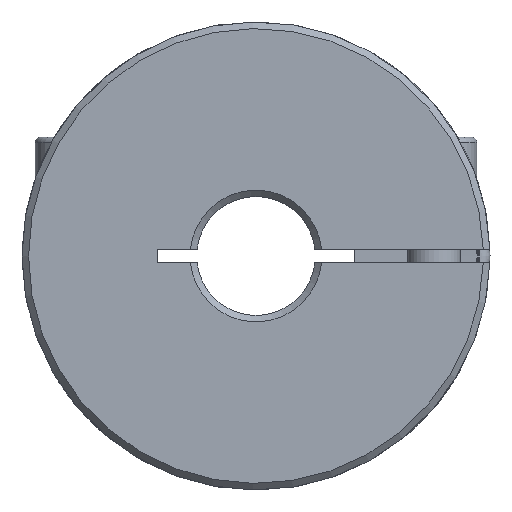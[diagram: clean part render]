
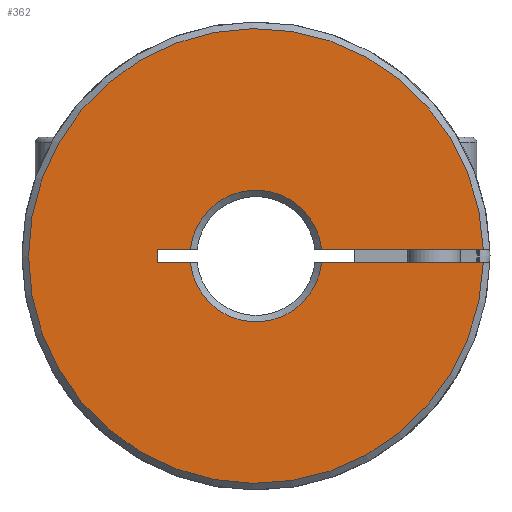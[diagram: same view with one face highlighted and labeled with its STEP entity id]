
A CAD part, left-side view. The second image highlights one B-rep face of the part: STEP entity #362.
In plain terms, the highlighted planar face has unit normal (-1, 0, 0).
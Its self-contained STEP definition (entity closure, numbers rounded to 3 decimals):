
#362 = ADVANCED_FACE( '', ( #778 ), #779, .T. );
#778 = FACE_OUTER_BOUND( '', #1191, .T. );
#779 = PLANE( '', #1192 );
#1191 = EDGE_LOOP( '', ( #2083, #2084, #2085, #2086, #2087, #2088, #2089, #2090 ) );
#1192 = AXIS2_PLACEMENT_3D( '', #2091, #2092, #2093 );
#2083 = ORIENTED_EDGE( '', *, *, #2389, .F. );
#2084 = ORIENTED_EDGE( '', *, *, #2279, .T. );
#2085 = ORIENTED_EDGE( '', *, *, #2248, .F. );
#2086 = ORIENTED_EDGE( '', *, *, #2174, .T. );
#2087 = ORIENTED_EDGE( '', *, *, #2460, .F. );
#2088 = ORIENTED_EDGE( '', *, *, #2385, .T. );
#2089 = ORIENTED_EDGE( '', *, *, #2217, .F. );
#2090 = ORIENTED_EDGE( '', *, *, #2447, .F. );
#2091 = CARTESIAN_POINT( '', ( -19.15, 0., 5.5 ) );
#2092 = DIRECTION( '', ( -1., 0., 0. ) );
#2093 = DIRECTION( '', ( 0., 1., 0. ) );
#2174 = EDGE_CURVE( '', #2551, #2555, #2557, .T. );
#2217 = EDGE_CURVE( '', #2626, #2628, #2629, .T. );
#2248 = EDGE_CURVE( '', #2551, #2679, #2680, .T. );
#2279 = EDGE_CURVE( '', #2726, #2679, #2728, .T. );
#2385 = EDGE_CURVE( '', #2870, #2628, #2873, .T. );
#2389 = EDGE_CURVE( '', #2726, #2878, #2879, .T. );
#2447 = EDGE_CURVE( '', #2878, #2626, #2951, .T. );
#2460 = EDGE_CURVE( '', #2870, #2555, #2964, .T. );
#2551 = VERTEX_POINT( '', #3078 );
#2555 = VERTEX_POINT( '', #3083 );
#2557 = CIRCLE( '', #3086, 34.5 );
#2626 = VERTEX_POINT( '', #3434 );
#2628 = VERTEX_POINT( '', #3437 );
#2629 = LINE( '', #3438, #3439 );
#2679 = VERTEX_POINT( '', #3513 );
#2680 = LINE( '', #3514, #3515 );
#2726 = VERTEX_POINT( '', #3664 );
#2728 = CIRCLE( '', #3666, 10. );
#2870 = VERTEX_POINT( '', #3969 );
#2873 = CIRCLE( '', #3972, 10. );
#2878 = VERTEX_POINT( '', #3977 );
#2879 = LINE( '', #3978, #3979 );
#2951 = LINE( '', #4210, #4211 );
#2964 = LINE( '', #4229, #4230 );
#3078 = CARTESIAN_POINT( '', ( -19.15, -34.486, 1. ) );
#3083 = CARTESIAN_POINT( '', ( -19.15, -34.486, -1. ) );
#3086 = AXIS2_PLACEMENT_3D( '', #4314, #4315, #4316 );
#3434 = CARTESIAN_POINT( '', ( -19.15, 15., -1. ) );
#3437 = CARTESIAN_POINT( '', ( -19.15, 9.95, -1. ) );
#3438 = CARTESIAN_POINT( '', ( -19.15, 0., -1. ) );
#3439 = VECTOR( '', #4368, 1000. );
#3513 = CARTESIAN_POINT( '', ( -19.15, -9.95, 1. ) );
#3514 = CARTESIAN_POINT( '', ( -19.15, 0., 1. ) );
#3515 = VECTOR( '', #4407, 1000. );
#3664 = CARTESIAN_POINT( '', ( -19.15, 9.95, 1. ) );
#3666 = AXIS2_PLACEMENT_3D( '', #4453, #4454, #4455 );
#3969 = CARTESIAN_POINT( '', ( -19.15, -9.95, -1. ) );
#3972 = AXIS2_PLACEMENT_3D( '', #4589, #4590, #4591 );
#3977 = CARTESIAN_POINT( '', ( -19.15, 15., 1. ) );
#3978 = CARTESIAN_POINT( '', ( -19.15, 0., 1. ) );
#3979 = VECTOR( '', #4595, 1000. );
#4210 = CARTESIAN_POINT( '', ( -19.15, 15., 5.5 ) );
#4211 = VECTOR( '', #4657, 1000. );
#4229 = CARTESIAN_POINT( '', ( -19.15, 0., -1. ) );
#4230 = VECTOR( '', #4663, 1000. );
#4314 = CARTESIAN_POINT( '', ( -19.15, 0., 0. ) );
#4315 = DIRECTION( '', ( -1., 0., 0. ) );
#4316 = DIRECTION( '', ( 0., 0., -1. ) );
#4368 = DIRECTION( '', ( 0., -1., 0. ) );
#4407 = DIRECTION( '', ( 0., 1., 0. ) );
#4453 = CARTESIAN_POINT( '', ( -19.15, 0., 0. ) );
#4454 = DIRECTION( '', ( 1., 0., 0. ) );
#4455 = DIRECTION( '', ( 0., -1., 0. ) );
#4589 = CARTESIAN_POINT( '', ( -19.15, 0., 0. ) );
#4590 = DIRECTION( '', ( 1., 0., 0. ) );
#4591 = DIRECTION( '', ( 0., -1., 0. ) );
#4595 = DIRECTION( '', ( 0., 1., 0. ) );
#4657 = DIRECTION( '', ( 0., 0., -1. ) );
#4663 = DIRECTION( '', ( 0., -1., 0. ) );
